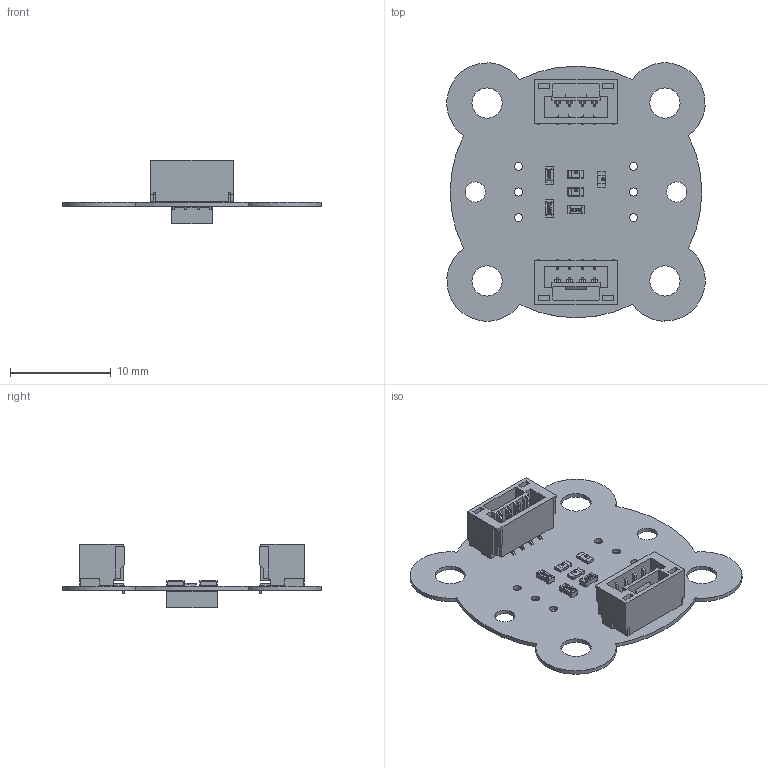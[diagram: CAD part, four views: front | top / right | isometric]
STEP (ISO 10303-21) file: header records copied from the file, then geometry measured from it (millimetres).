
FILE_DESCRIPTION(('Open CASCADE Model'),'2;1');
FILE_NAME('Open CASCADE Shape Model','2021-05-21T16:03:19',('Author'),( 'Open CASCADE'),'Open CASCADE STEP processor 6.8','Open CASCADE 6.8' ,'Unknown');
FILE_SCHEMA(('AUTOMOTIVE_DESIGN { 1 0 10303 214 1 1 1 1 }'));
Length unit declared in the file: millimetre
Products named in the file (16): PCB; Board; U1; 6197463936; Extruded; R3; User_Library-RES_1609-0603; R2; R1; J2; A1257WR-S-4P; J1; C3; User_Library-0603_SMD_Capacitor; C2; C1
Assembly tree (20 placements, depth 4):
  PCB
    Board
    U1
      6197463936
        Extruded
    R3
      User_Library-RES_1609-0603
    R2
      User_Library-RES_1609-0603
    R1
      User_Library-RES_1609-0603
    J2
      A1257WR-S-4P
    J1
      A1257WR-S-4P
    C3
      User_Library-0603_SMD_Capacitor
    C2
      User_Library-0603_SMD_Capacitor
    C1
      User_Library-0603_SMD_Capacitor
Bounding box: 25.66 x 25.66 x 6.36 mm (x, y, z)
Volume: 437.7 mm3; surface area: 2118.2 mm2
Topology: 31 solids, 31 shells, 990 faces, 2524 edges, 1616 vertices
Faces by surface type: plane 630, bspline 240, cylinder 96, sphere 24
Full cylindrical faces by diameter (mm): 0.8 x6, 2 x2, 3 x4
Entity records: 19537 total; most frequent: CARTESIAN_POINT 8501, ORIENTED_EDGE 2126, DIRECTION 1707, EDGE_CURVE 1063, LINE 815, VECTOR 815, VERTEX_POINT 690, FACE_BOUND 459
